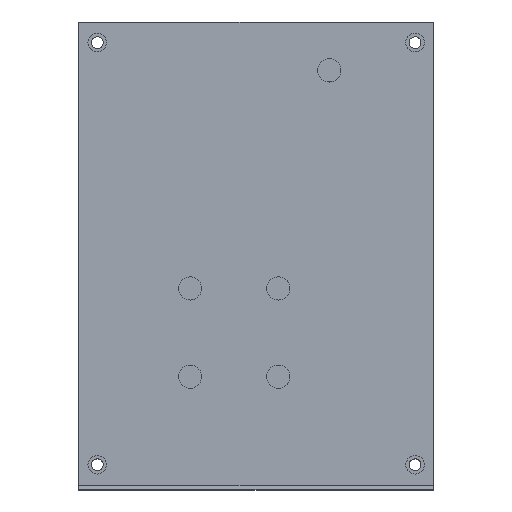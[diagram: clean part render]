
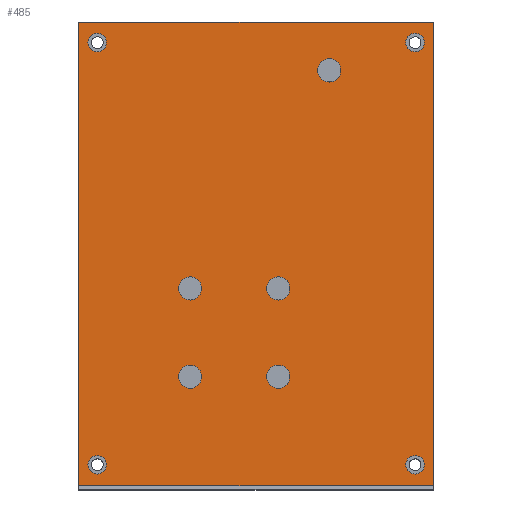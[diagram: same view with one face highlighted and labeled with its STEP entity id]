
A CAD part, top view. The second image highlights one B-rep face of the part: STEP entity #485.
In plain terms, the highlighted planar face has unit normal (0, 0, 1).
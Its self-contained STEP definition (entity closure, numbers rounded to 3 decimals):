
#36=FACE_BOUND('',#140,.T.);
#37=FACE_BOUND('',#141,.T.);
#38=FACE_BOUND('',#142,.T.);
#39=FACE_BOUND('',#143,.T.);
#40=FACE_BOUND('',#144,.T.);
#41=FACE_BOUND('',#145,.T.);
#42=FACE_BOUND('',#146,.T.);
#43=FACE_BOUND('',#147,.T.);
#44=FACE_BOUND('',#148,.T.);
#62=CIRCLE('',#539,2.);
#63=CIRCLE('',#541,2.);
#64=CIRCLE('',#543,2.5);
#65=CIRCLE('',#545,2.5);
#66=CIRCLE('',#547,2.5);
#67=CIRCLE('',#549,2.);
#68=CIRCLE('',#551,2.5);
#69=CIRCLE('',#553,2.);
#70=CIRCLE('',#556,2.5);
#100=FACE_OUTER_BOUND('',#139,.T.);
#139=EDGE_LOOP('',(#421,#422,#423,#424));
#140=EDGE_LOOP('',(#425));
#141=EDGE_LOOP('',(#426));
#142=EDGE_LOOP('',(#427));
#143=EDGE_LOOP('',(#428));
#144=EDGE_LOOP('',(#429));
#145=EDGE_LOOP('',(#430));
#146=EDGE_LOOP('',(#431));
#147=EDGE_LOOP('',(#432));
#148=EDGE_LOOP('',(#433));
#164=LINE('',#747,#198);
#166=LINE('',#751,#200);
#168=LINE('',#755,#202);
#182=LINE('',#834,#216);
#198=VECTOR('',#590,10.);
#200=VECTOR('',#594,10.);
#202=VECTOR('',#598,10.);
#216=VECTOR('',#700,10.);
#231=VERTEX_POINT('',#741);
#233=VERTEX_POINT('',#745);
#234=VERTEX_POINT('',#750);
#235=VERTEX_POINT('',#754);
#249=VERTEX_POINT('',#802);
#250=VERTEX_POINT('',#806);
#251=VERTEX_POINT('',#810);
#252=VERTEX_POINT('',#814);
#253=VERTEX_POINT('',#818);
#254=VERTEX_POINT('',#822);
#255=VERTEX_POINT('',#826);
#256=VERTEX_POINT('',#830);
#257=VERTEX_POINT('',#836);
#276=EDGE_CURVE('',#231,#233,#164,.T.);
#278=EDGE_CURVE('',#234,#231,#166,.T.);
#280=EDGE_CURVE('',#235,#234,#168,.T.);
#300=EDGE_CURVE('',#249,#249,#62,.T.);
#302=EDGE_CURVE('',#250,#250,#63,.T.);
#303=EDGE_CURVE('',#251,#251,#64,.T.);
#305=EDGE_CURVE('',#252,#252,#65,.T.);
#307=EDGE_CURVE('',#253,#253,#66,.T.);
#310=EDGE_CURVE('',#254,#254,#67,.T.);
#311=EDGE_CURVE('',#255,#255,#68,.T.);
#314=EDGE_CURVE('',#256,#256,#69,.T.);
#315=EDGE_CURVE('',#233,#235,#182,.T.);
#316=EDGE_CURVE('',#257,#257,#70,.T.);
#421=ORIENTED_EDGE('',*,*,#278,.T.);
#422=ORIENTED_EDGE('',*,*,#276,.T.);
#423=ORIENTED_EDGE('',*,*,#315,.T.);
#424=ORIENTED_EDGE('',*,*,#280,.T.);
#425=ORIENTED_EDGE('',*,*,#314,.T.);
#426=ORIENTED_EDGE('',*,*,#311,.T.);
#427=ORIENTED_EDGE('',*,*,#310,.T.);
#428=ORIENTED_EDGE('',*,*,#307,.T.);
#429=ORIENTED_EDGE('',*,*,#316,.T.);
#430=ORIENTED_EDGE('',*,*,#305,.T.);
#431=ORIENTED_EDGE('',*,*,#303,.T.);
#432=ORIENTED_EDGE('',*,*,#302,.T.);
#433=ORIENTED_EDGE('',*,*,#300,.T.);
#455=PLANE('',#555);
#485=ADVANCED_FACE('',(#100,#36,#37,#38,#39,#40,#41,#42,#43,#44),#455,.F.);
#539=AXIS2_PLACEMENT_3D('',#804,#661,#662);
#541=AXIS2_PLACEMENT_3D('',#808,#666,#667);
#543=AXIS2_PLACEMENT_3D('',#811,#670,#671);
#545=AXIS2_PLACEMENT_3D('',#815,#675,#676);
#547=AXIS2_PLACEMENT_3D('',#819,#680,#681);
#549=AXIS2_PLACEMENT_3D('',#824,#686,#687);
#551=AXIS2_PLACEMENT_3D('',#827,#690,#691);
#553=AXIS2_PLACEMENT_3D('',#832,#696,#697);
#555=AXIS2_PLACEMENT_3D('',#835,#701,#702);
#556=AXIS2_PLACEMENT_3D('',#837,#703,#704);
#590=DIRECTION('',(0.,1.,0.));
#594=DIRECTION('',(1.,0.,0.));
#598=DIRECTION('',(0.,-1.,0.));
#661=DIRECTION('center_axis',(0.,0.,
-1.));
#662=DIRECTION('ref_axis',(1.,0.,0.));
#666=DIRECTION('center_axis',(0.,0.,
-1.));
#667=DIRECTION('ref_axis',(1.,0.,0.));
#670=DIRECTION('center_axis',(0.,0.,
-1.));
#671=DIRECTION('ref_axis',(0.,1.,0.));
#675=DIRECTION('center_axis',(0.,0.,
-1.));
#676=DIRECTION('ref_axis',(0.,1.,0.));
#680=DIRECTION('center_axis',(0.,0.,
-1.));
#681=DIRECTION('ref_axis',(0.,1.,0.));
#686=DIRECTION('center_axis',(0.,0.,
-1.));
#687=DIRECTION('ref_axis',(1.,0.,0.));
#690=DIRECTION('center_axis',(0.,0.,
-1.));
#691=DIRECTION('ref_axis',(0.,1.,0.));
#696=DIRECTION('center_axis',(0.,0.,
-1.));
#697=DIRECTION('ref_axis',(1.,0.,0.));
#700=DIRECTION('',(-1.,0.,0.));
#701=DIRECTION('center_axis',(0.,0.,
-1.));
#702=DIRECTION('ref_axis',(0.,-1.,0.));
#703=DIRECTION('center_axis',(0.,0.,
-1.));
#704=DIRECTION('ref_axis',(0.,1.,0.));
#741=CARTESIAN_POINT('',(149.438,-127.849,-0.272));
#745=CARTESIAN_POINT('',(149.438,-27.849,-0.272));
#747=CARTESIAN_POINT('',(149.438,-77.849,-0.272));
#750=CARTESIAN_POINT('',(73.,-127.849,-0.272));
#751=CARTESIAN_POINT('',(111.219,-127.849,-0.272));
#754=CARTESIAN_POINT('',(73.,-27.849,-0.272));
#755=CARTESIAN_POINT('',(73.,-77.849,-0.272));
#802=CARTESIAN_POINT('',(143.5,-32.287,-0.272));
#804=CARTESIAN_POINT('Origin',(145.5,-32.287,-0.272));
#806=CARTESIAN_POINT('',(75.,-123.287,-0.272));
#808=CARTESIAN_POINT('Origin',(77.,-123.287,-0.272));
#810=CARTESIAN_POINT('',(127.,-40.787,-0.272));
#811=CARTESIAN_POINT('Origin',(127.,-38.287,-0.272));
#814=CARTESIAN_POINT('',(97.,-106.787,-0.272));
#815=CARTESIAN_POINT('Origin',(97.,-104.287,-0.272));
#818=CARTESIAN_POINT('',(97.,-87.787,-0.272));
#819=CARTESIAN_POINT('Origin',(97.,-85.287,-0.272));
#822=CARTESIAN_POINT('',(143.5,-123.287,-0.272));
#824=CARTESIAN_POINT('Origin',(145.5,-123.287,-0.272));
#826=CARTESIAN_POINT('',(116.,-87.787,-0.272));
#827=CARTESIAN_POINT('Origin',(116.,-85.287,-0.272));
#830=CARTESIAN_POINT('',(75.,-32.287,-0.272));
#832=CARTESIAN_POINT('Origin',(77.,-32.287,-0.272));
#834=CARTESIAN_POINT('',(111.219,-27.849,-0.272));
#835=CARTESIAN_POINT('Origin',(111.219,-77.849,-0.272));
#836=CARTESIAN_POINT('',(116.,-106.787,-0.272));
#837=CARTESIAN_POINT('Origin',(116.,-104.287,-0.272));
